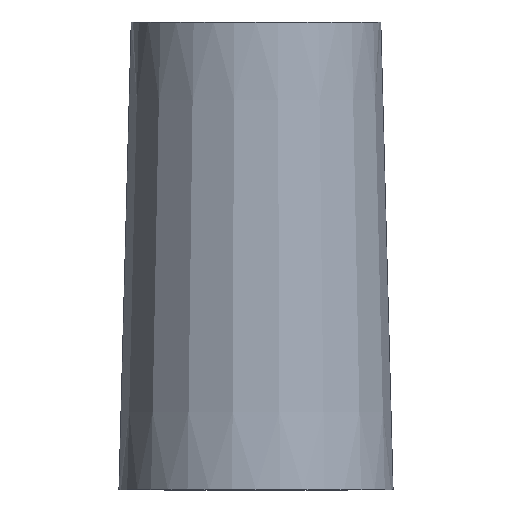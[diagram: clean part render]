
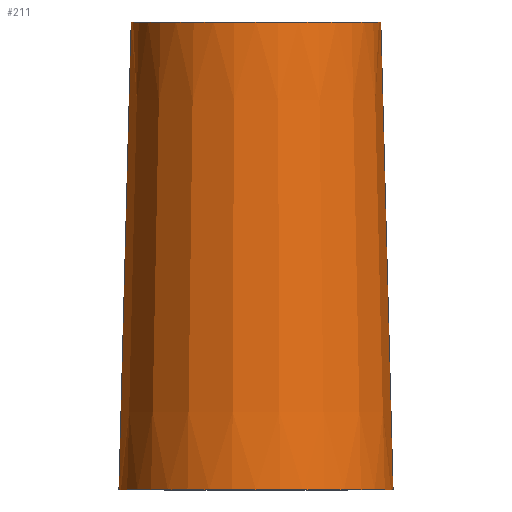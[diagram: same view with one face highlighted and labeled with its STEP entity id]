
A CAD part, front view. The second image highlights one B-rep face of the part: STEP entity #211.
In plain terms, the highlighted conical face has half-angle 1.5 degrees and reference radius 4.393 mm.
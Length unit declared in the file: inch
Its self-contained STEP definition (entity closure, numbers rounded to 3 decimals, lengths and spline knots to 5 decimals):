
#4 = CARTESIAN_POINT ( 'NONE',  ( -0.15748, 0., 0.29528 ) ) ;
#5 = CARTESIAN_POINT ( 'NONE',  ( 0., 0., -0.29528 ) ) ;
#8 = CARTESIAN_POINT ( 'NONE',  ( -0.17294, 0., -0.29528 ) ) ;
#9 = ORIENTED_EDGE ( 'NONE', *, *, #223, .T. ) ;
#28 = DIRECTION ( 'NONE',  ( -0.026, 0., -1. ) ) ;
#59 = CONICAL_SURFACE ( 'NONE', #82, 0.17294, 0.026 ) ;
#64 = CARTESIAN_POINT ( 'NONE',  ( 0.15748, 0., 0.29528 ) ) ;
#82 = AXIS2_PLACEMENT_3D ( 'NONE', #116, #87, #360 ) ;
#83 = DIRECTION ( 'NONE',  ( -1., 0., 0. ) ) ;
#87 = DIRECTION ( 'NONE',  ( 0., 0., -1. ) ) ;
#102 = EDGE_CURVE ( 'NONE', #287, #362, #177, .T. ) ;
#110 = CARTESIAN_POINT ( 'NONE',  ( 0., 0., 0.29528 ) ) ;
#116 = CARTESIAN_POINT ( 'NONE',  ( 0., 0., -0.29528 ) ) ;
#120 = LINE ( 'NONE', #143, #246 ) ;
#128 = CIRCLE ( 'NONE', #266, 0.15748 ) ;
#133 = EDGE_CURVE ( 'NONE', #191, #262, #120, .T. ) ;
#143 = CARTESIAN_POINT ( 'NONE',  ( -0.17294, 0., -0.29528 ) ) ;
#160 = VECTOR ( 'NONE', #328, 39.37008 ) ;
#163 = EDGE_CURVE ( 'NONE', #287, #191, #128, .T. ) ;
#177 = LINE ( 'NONE', #325, #160 ) ;
#188 = CIRCLE ( 'NONE', #201, 0.17294 ) ;
#191 = VERTEX_POINT ( 'NONE', #4 ) ;
#194 = EDGE_LOOP ( 'NONE', ( #347, #327, #277, #9 ) ) ;
#201 = AXIS2_PLACEMENT_3D ( 'NONE', #5, #358, #210 ) ;
#210 = DIRECTION ( 'NONE',  ( -1., 0., 0. ) ) ;
#211 = ADVANCED_FACE ( 'NONE', ( #296 ), #59, .T. ) ;
#223 = EDGE_CURVE ( 'NONE', #262, #362, #188, .T. ) ;
#246 = VECTOR ( 'NONE', #28, 39.37008 ) ;
#262 = VERTEX_POINT ( 'NONE', #8 ) ;
#265 = DIRECTION ( 'NONE',  ( 0., 0., -1. ) ) ;
#266 = AXIS2_PLACEMENT_3D ( 'NONE', #110, #265, #83 ) ;
#276 = CARTESIAN_POINT ( 'NONE',  ( 0.17294, 0., -0.29528 ) ) ;
#277 = ORIENTED_EDGE ( 'NONE', *, *, #133, .T. ) ;
#287 = VERTEX_POINT ( 'NONE', #64 ) ;
#296 = FACE_OUTER_BOUND ( 'NONE', #194, .T. ) ;
#325 = CARTESIAN_POINT ( 'NONE',  ( 0.17294, 0., -0.29528 ) ) ;
#327 = ORIENTED_EDGE ( 'NONE', *, *, #163, .T. ) ;
#328 = DIRECTION ( 'NONE',  ( 0.026, 0., -1. ) ) ;
#347 = ORIENTED_EDGE ( 'NONE', *, *, #102, .F. ) ;
#358 = DIRECTION ( 'NONE',  ( 0., 0., 1. ) ) ;
#360 = DIRECTION ( 'NONE',  ( -1., 0., 0. ) ) ;
#362 = VERTEX_POINT ( 'NONE', #276 ) ;
